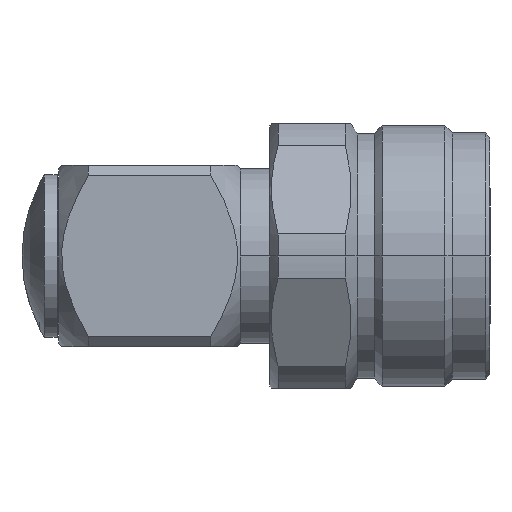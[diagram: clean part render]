
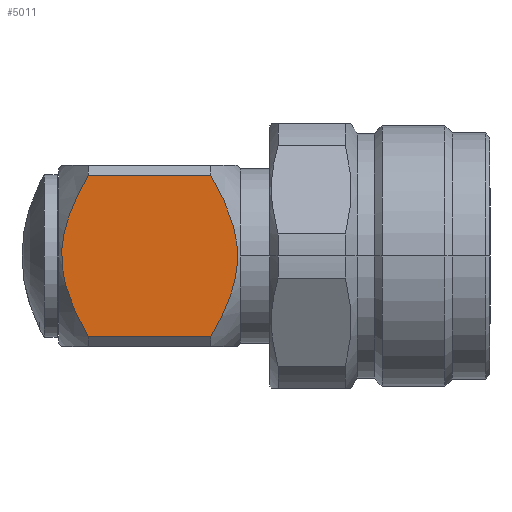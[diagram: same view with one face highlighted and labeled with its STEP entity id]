
A CAD part, left-side view. The second image highlights one B-rep face of the part: STEP entity #5011.
In plain terms, the highlighted planar face has unit normal (-1, 0, 0).
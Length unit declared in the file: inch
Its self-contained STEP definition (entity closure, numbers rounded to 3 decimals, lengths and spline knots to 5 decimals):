
#77 = VERTEX_POINT ( 'NONE', #678 ) ;
#139 = FACE_OUTER_BOUND ( 'NONE', #4728, .T. ) ;
#147 = CARTESIAN_POINT ( 'NONE',  ( -0.27503, -0.84699, 0.24505 ) ) ;
#178 = CARTESIAN_POINT ( 'NONE',  ( -0.27503, -0.80644, 0.16791 ) ) ;
#193 = DIRECTION ( 'NONE',  ( 0., 1., 0. ) ) ;
#228 = CARTESIAN_POINT ( 'NONE',  ( -0.27503, -0.76844, 0.04337 ) ) ;
#261 = CARTESIAN_POINT ( 'NONE',  ( -0.27503, -0.77657, 0.08651 ) ) ;
#298 = B_SPLINE_CURVE_WITH_KNOTS ( 'NONE', 3,
 ( #2791, #2313, #4584, #4114, #3676, #2340, #1908, #3701, #5503, #3316, #1586, #5117, #1531, #666, #1105, #2402, #3759, #2906, #4204, #5565, #2882 ),
 .UNSPECIFIED., .F., .F.,
 ( 4, 2, 2, 2, 2, 1, 2, 2, 2, 2, 4 ),
 ( 0.01588, 0.01752, 0.01917, 0.02082, 0.02164, 0.02246, 0.02329, 0.02411, 0.02576, 0.0274, 0.02905 ),
 .UNSPECIFIED. ) ;
#425 = VERTEX_POINT ( 'NONE', #5600 ) ;
#518 = ORIENTED_EDGE ( 'NONE', *, *, #4128, .T. ) ;
#617 = CARTESIAN_POINT ( 'NONE',  ( -0.27503, -0.77011, 0.05426 ) ) ;
#648 = CARTESIAN_POINT ( 'NONE',  ( -0.27503, -0.82565, 0.20704 ) ) ;
#666 = CARTESIAN_POINT ( 'NONE',  ( -0.27503, -1.29498, -0.05418 ) ) ;
#674 = CARTESIAN_POINT ( 'NONE',  ( -0.27503, -0.76843, -0.04329 ) ) ;
#678 = CARTESIAN_POINT ( 'NONE',  ( -0.27503, -0.84699, 0.24505 ) ) ;
#1059 = EDGE_CURVE ( 'NONE', #425, #2161, #4019, .T. ) ;
#1105 = CARTESIAN_POINT ( 'NONE',  ( -0.27503, -1.28852, -0.08643 ) ) ;
#1114 = CARTESIAN_POINT ( 'NONE',  ( -0.27503, -0.76621, -0.02162 ) ) ;
#1315 = CARTESIAN_POINT ( 'NONE',  ( -0.27503, -1.21808, -0.24505 ) ) ;
#1448 = DIRECTION ( 'NONE',  ( 0., 0., -1. ) ) ;
#1531 = CARTESIAN_POINT ( 'NONE',  ( -0.27503, -1.29665, -0.04329 ) ) ;
#1537 = CARTESIAN_POINT ( 'NONE',  ( -0.27503, -0.78276, 0.10733 ) ) ;
#1586 = CARTESIAN_POINT ( 'NONE',  ( -0.27503, -1.29998, 0.00005 ) ) ;
#1593 = CARTESIAN_POINT ( 'NONE',  ( -0.27503, -0.79769, 0.14803 ) ) ;
#1685 = EDGE_CURVE ( 'NONE', #425, #77, #2687, .T. ) ;
#1824 = CARTESIAN_POINT ( 'NONE',  ( -0.27503, -0.75719, 0.27505 ) ) ;
#1908 = CARTESIAN_POINT ( 'NONE',  ( -0.27503, -1.2885, 0.08651 ) ) ;
#1973 = CARTESIAN_POINT ( 'NONE',  ( -0.27503, -0.83608, -0.22623 ) ) ;
#2065 = CARTESIAN_POINT ( 'NONE',  ( -0.27503, -0.86495, 0.24505 ) ) ;
#2120 = CARTESIAN_POINT ( 'NONE',  ( -0.27503, -1.21808, 0.24505 ) ) ;
#2161 = VERTEX_POINT ( 'NONE', #1315 ) ;
#2278 = ORIENTED_EDGE ( 'NONE', *, *, #1685, .F. ) ;
#2313 = CARTESIAN_POINT ( 'NONE',  ( -0.27503, -1.22898, 0.22626 ) ) ;
#2340 = CARTESIAN_POINT ( 'NONE',  ( -0.27503, -1.28232, 0.10733 ) ) ;
#2402 = CARTESIAN_POINT ( 'NONE',  ( -0.27503, -1.28234, -0.10725 ) ) ;
#2410 = CARTESIAN_POINT ( 'NONE',  ( -0.27503, -0.8361, 0.22626 ) ) ;
#2464 = CARTESIAN_POINT ( 'NONE',  ( -0.27503, -0.79766, -0.14796 ) ) ;
#2687 = B_SPLINE_CURVE_WITH_KNOTS ( 'NONE', 3,
 ( #5065, #1973, #5094, #4707, #2464, #4622, #4265, #4237, #674, #1114, #4655, #5630, #228, #617, #261, #1537, #1593, #178, #648, #2410, #147 ),
 .UNSPECIFIED., .F., .F.,
 ( 4, 2, 2, 2, 2, 1, 2, 2, 2, 2, 4 ),
 ( 0.00864, 0.01029, 0.01195, 0.0136, 0.01443, 0.01525, 0.01608, 0.01691, 0.01856, 0.02021, 0.02187 ),
 .UNSPECIFIED. ) ;
#2791 = CARTESIAN_POINT ( 'NONE',  ( -0.27503, -1.21808, 0.24505 ) ) ;
#2874 = ORIENTED_EDGE ( 'NONE', *, *, #5049, .F. ) ;
#2882 = CARTESIAN_POINT ( 'NONE',  ( -0.27503, -1.21808, -0.24505 ) ) ;
#2906 = CARTESIAN_POINT ( 'NONE',  ( -0.27503, -1.25866, -0.16785 ) ) ;
#3050 = AXIS2_PLACEMENT_3D ( 'NONE', #1824, #4967, #1448 ) ;
#3181 = ORIENTED_EDGE ( 'NONE', *, *, #1059, .T. ) ;
#3316 = CARTESIAN_POINT ( 'NONE',  ( -0.27503, -1.29885, 0.02171 ) ) ;
#3604 = DIRECTION ( 'NONE',  ( 0., -1., 0. ) ) ;
#3676 = CARTESIAN_POINT ( 'NONE',  ( -0.27503, -1.26738, 0.14803 ) ) ;
#3701 = CARTESIAN_POINT ( 'NONE',  ( -0.27503, -1.29497, 0.05426 ) ) ;
#3757 = VECTOR ( 'NONE', #3604, 39.37008 ) ;
#3759 = CARTESIAN_POINT ( 'NONE',  ( -0.27503, -1.26741, -0.14796 ) ) ;
#4019 = LINE ( 'NONE', #4515, #3757 ) ;
#4058 = PLANE ( 'NONE',  #3050 ) ;
#4114 = CARTESIAN_POINT ( 'NONE',  ( -0.27503, -1.25864, 0.16791 ) ) ;
#4128 = EDGE_CURVE ( 'NONE', #4577, #77, #4640, .T. ) ;
#4204 = CARTESIAN_POINT ( 'NONE',  ( -0.27503, -1.23944, -0.20702 ) ) ;
#4237 = CARTESIAN_POINT ( 'NONE',  ( -0.27503, -0.77009, -0.05418 ) ) ;
#4265 = CARTESIAN_POINT ( 'NONE',  ( -0.27503, -0.77655, -0.08643 ) ) ;
#4515 = CARTESIAN_POINT ( 'NONE',  ( -0.27503, -0.75719, -0.24505 ) ) ;
#4577 = VERTEX_POINT ( 'NONE', #2120 ) ;
#4584 = CARTESIAN_POINT ( 'NONE',  ( -0.27503, -1.23943, 0.20704 ) ) ;
#4622 = CARTESIAN_POINT ( 'NONE',  ( -0.27503, -0.78273, -0.10725 ) ) ;
#4640 = LINE ( 'NONE', #2065, #5774 ) ;
#4655 = CARTESIAN_POINT ( 'NONE',  ( -0.27503, -0.7651, 0.00005 ) ) ;
#4707 = CARTESIAN_POINT ( 'NONE',  ( -0.27503, -0.80641, -0.16785 ) ) ;
#4728 = EDGE_LOOP ( 'NONE', ( #2278, #3181, #2874, #518 ) ) ;
#4967 = DIRECTION ( 'NONE',  ( 1., 0., 0. ) ) ;
#5011 = ADVANCED_FACE ( 'NONE', ( #139 ), #4058, .F. ) ;
#5049 = EDGE_CURVE ( 'NONE', #4577, #2161, #298, .T. ) ;
#5065 = CARTESIAN_POINT ( 'NONE',  ( -0.27503, -0.84699, -0.24505 ) ) ;
#5094 = CARTESIAN_POINT ( 'NONE',  ( -0.27503, -0.82563, -0.20702 ) ) ;
#5117 = CARTESIAN_POINT ( 'NONE',  ( -0.27503, -1.29886, -0.02162 ) ) ;
#5503 = CARTESIAN_POINT ( 'NONE',  ( -0.27503, -1.29664, 0.04337 ) ) ;
#5565 = CARTESIAN_POINT ( 'NONE',  ( -0.27503, -1.22899, -0.22623 ) ) ;
#5600 = CARTESIAN_POINT ( 'NONE',  ( -0.27503, -0.84699, -0.24505 ) ) ;
#5630 = CARTESIAN_POINT ( 'NONE',  ( -0.27503, -0.76622, 0.02171 ) ) ;
#5774 = VECTOR ( 'NONE', #193, 39.37008 ) ;
